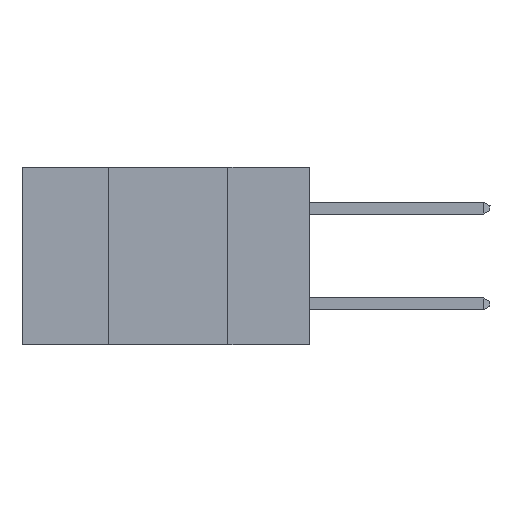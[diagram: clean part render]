
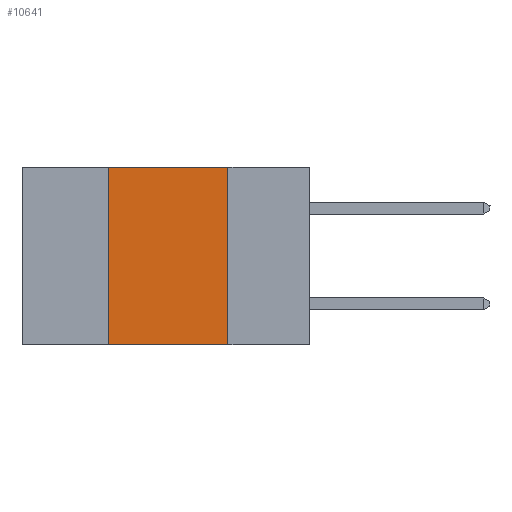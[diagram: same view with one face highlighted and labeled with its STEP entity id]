
A CAD part, left-side view. The second image highlights one B-rep face of the part: STEP entity #10641.
In plain terms, the highlighted planar face has unit normal (-1, 0, 0).
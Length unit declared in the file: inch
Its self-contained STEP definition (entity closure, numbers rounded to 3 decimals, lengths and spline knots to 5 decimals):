
#153 = EDGE_LOOP ( 'NONE', ( #10282, #4054, #2768, #7364 ) ) ;
#929 = EDGE_CURVE ( 'NONE', #1800, #1460, #8835, .T. ) ;
#1395 = LINE ( 'NONE', #3082, #10280 ) ;
#1460 = VERTEX_POINT ( 'NONE', #10219 ) ;
#1575 = VERTEX_POINT ( 'NONE', #11463 ) ;
#1800 = VERTEX_POINT ( 'NONE', #2653 ) ;
#1954 = EDGE_CURVE ( 'NONE', #1575, #5636, #3903, .T. ) ;
#2085 = EDGE_CURVE ( 'NONE', #5636, #1800, #14042, .T. ) ;
#2114 = VECTOR ( 'NONE', #7358, 39.37008 ) ;
#2353 = DIRECTION ( 'NONE',  ( 0., -1., 0. ) ) ;
#2616 = AXIS2_PLACEMENT_3D ( 'NONE', #4032, #5254, #14510 ) ;
#2653 = CARTESIAN_POINT ( 'NONE',  ( 0., 0.17, 0. ) ) ;
#2768 = ORIENTED_EDGE ( 'NONE', *, *, #1954, .F. ) ;
#3029 = DIRECTION ( 'NONE',  ( 0., -1., 0. ) ) ;
#3082 = CARTESIAN_POINT ( 'NONE',  ( 0., 0.6, -0.37 ) ) ;
#3175 = DIRECTION ( 'NONE',  ( 0., 0., -1. ) ) ;
#3903 = LINE ( 'NONE', #6196, #2114 ) ;
#4032 = CARTESIAN_POINT ( 'NONE',  ( 0., 0.6, 0. ) ) ;
#4054 = ORIENTED_EDGE ( 'NONE', *, *, #2085, .F. ) ;
#5254 = DIRECTION ( 'NONE',  ( 1., 0., 0. ) ) ;
#5636 = VERTEX_POINT ( 'NONE', #10578 ) ;
#6196 = CARTESIAN_POINT ( 'NONE',  ( 0., 0.42, 0. ) ) ;
#6432 = PLANE ( 'NONE',  #2616 ) ;
#7358 = DIRECTION ( 'NONE',  ( 0., 0., 1. ) ) ;
#7364 = ORIENTED_EDGE ( 'NONE', *, *, #12355, .T. ) ;
#8835 = LINE ( 'NONE', #8961, #10118 ) ;
#8961 = CARTESIAN_POINT ( 'NONE',  ( 0., 0.17, 0. ) ) ;
#9089 = CARTESIAN_POINT ( 'NONE',  ( 0., 0.6, 0. ) ) ;
#10118 = VECTOR ( 'NONE', #3175, 39.37008 ) ;
#10219 = CARTESIAN_POINT ( 'NONE',  ( 0., 0.17, -0.37 ) ) ;
#10280 = VECTOR ( 'NONE', #3029, 39.37008 ) ;
#10282 = ORIENTED_EDGE ( 'NONE', *, *, #929, .F. ) ;
#10578 = CARTESIAN_POINT ( 'NONE',  ( 0., 0.42, 0. ) ) ;
#10641 = ADVANCED_FACE ( 'NONE', ( #10665 ), #6432, .F. ) ;
#10665 = FACE_OUTER_BOUND ( 'NONE', #153, .T. ) ;
#11463 = CARTESIAN_POINT ( 'NONE',  ( 0., 0.42, -0.37 ) ) ;
#11695 = VECTOR ( 'NONE', #2353, 39.37008 ) ;
#12355 = EDGE_CURVE ( 'NONE', #1575, #1460, #1395, .T. ) ;
#14042 = LINE ( 'NONE', #9089, #11695 ) ;
#14510 = DIRECTION ( 'NONE',  ( 0., 0., -1. ) ) ;
